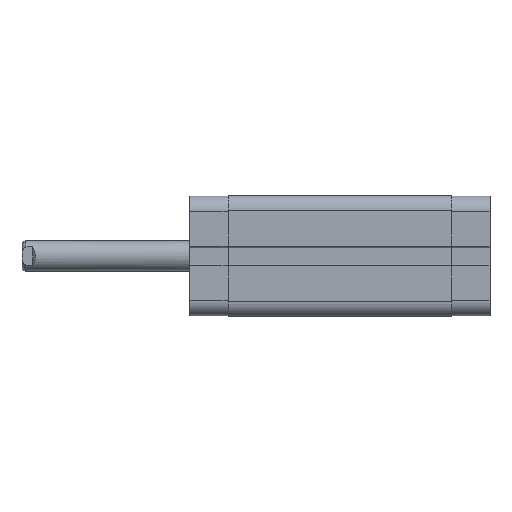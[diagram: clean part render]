
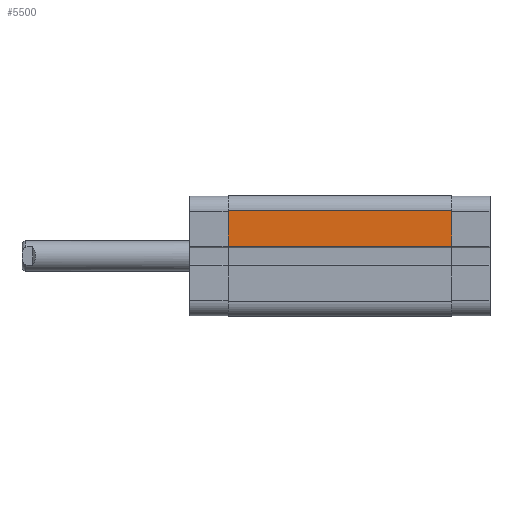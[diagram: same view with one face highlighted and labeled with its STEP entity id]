
A CAD part, left-side view. The second image highlights one B-rep face of the part: STEP entity #5500.
In plain terms, the highlighted planar face has unit normal (-1, 0, 0).
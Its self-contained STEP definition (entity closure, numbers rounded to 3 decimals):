
#3739=CARTESIAN_POINT('',(-20.05,37.0,3.25));
#3740=VERTEX_POINT('',#3739);
#3748=CARTESIAN_POINT('',(-20.05,37.0,15.05));
#3749=VERTEX_POINT('',#3748);
#3750=CARTESIAN_POINT('',(-20.05,37.0,15.05));
#3751=DIRECTION('',(0.0,0.0,-1.0));
#3752=VECTOR('',#3751,11.8);
#3753=LINE('',#3750,#3752);
#3754=EDGE_CURVE('',#3749,#3740,#3753,.T.);
#4844=CARTESIAN_POINT('',(-20.05,-37.0,15.05));
#4845=VERTEX_POINT('',#4844);
#4853=CARTESIAN_POINT('',(-20.05,-37.0,3.25));
#4854=VERTEX_POINT('',#4853);
#4855=CARTESIAN_POINT('',(-20.05,-37.0,3.25));
#4856=DIRECTION('',(0.0,0.0,1.0));
#4857=VECTOR('',#4856,11.8);
#4858=LINE('',#4855,#4857);
#4859=EDGE_CURVE('',#4854,#4845,#4858,.T.);
#5473=CARTESIAN_POINT('',(-20.05,-37.0,15.05));
#5474=DIRECTION('',(0.0,1.0,0.0));
#5475=VECTOR('',#5474,74.0);
#5476=LINE('',#5473,#5475);
#5477=EDGE_CURVE('',#4845,#3749,#5476,.T.);
#5484=CARTESIAN_POINT('',(-20.05,0.0,15.05));
#5485=DIRECTION('',(-1.0,0.0,0.0));
#5486=DIRECTION('',(0.0,0.0,1.0));
#5487=AXIS2_PLACEMENT_3D('',#5484,#5485,#5486);
#5488=PLANE('',#5487);
#5489=ORIENTED_EDGE('',*,*,#3754,.T.);
#5490=CARTESIAN_POINT('',(-20.05,-37.0,3.25));
#5491=DIRECTION('',(0.0,1.0,0.0));
#5492=VECTOR('',#5491,74.0);
#5493=LINE('',#5490,#5492);
#5494=EDGE_CURVE('',#4854,#3740,#5493,.T.);
#5495=ORIENTED_EDGE('',*,*,#5494,.F.);
#5496=ORIENTED_EDGE('',*,*,#4859,.T.);
#5497=ORIENTED_EDGE('',*,*,#5477,.T.);
#5498=EDGE_LOOP('',(#5489,#5495,#5496,#5497));
#5499=FACE_OUTER_BOUND('',#5498,.T.);
#5500=ADVANCED_FACE('',(#5499),#5488,.T.);
